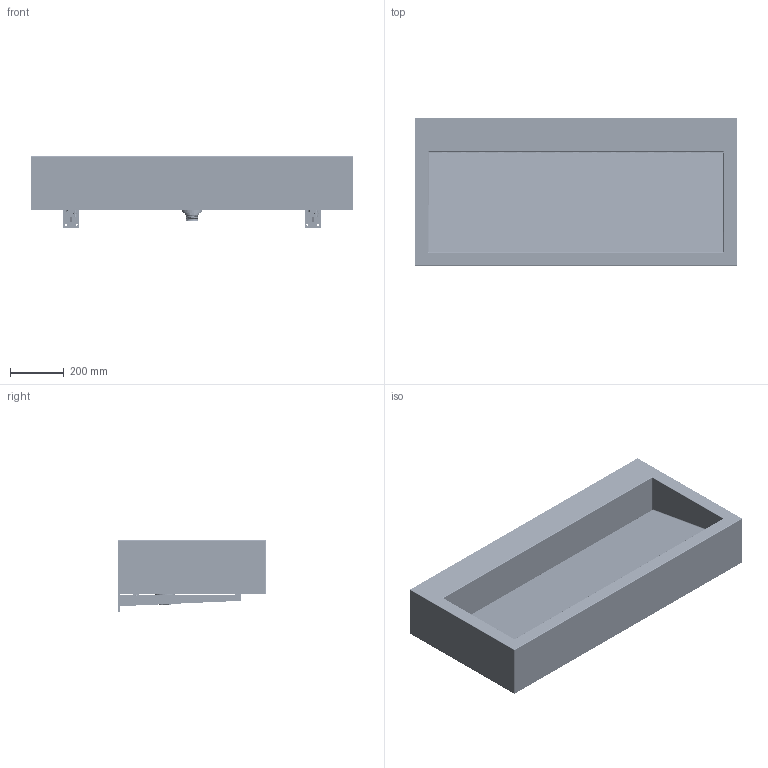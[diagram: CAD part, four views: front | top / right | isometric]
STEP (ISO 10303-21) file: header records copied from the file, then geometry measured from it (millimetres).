
FILE_DESCRIPTION(/* description */ (''),/* implementation_level */ '2;1');
FILE_NAME(/* name */ '3212',/* time_stamp */ '2023-12-17T11:15:00+08:00',/* author */ (''),/* organization */ (''),/* preprocessor_version */ 'ST-DEVELOPER v9',/* originating_system */ 'UGS - NX 4.0',/* authorisation */ '');
FILE_SCHEMA (('CONFIG_CONTROL_DESIGN'));
Products named in the file (1): Admi9404si5m
Bounding box: 1200 x 550 x 265 mm (x, y, z)
Volume: 26673769.6 mm3; surface area: 3875083.9 mm2
Topology: 30 solids, 30 shells, 760 faces, 1951 edges, 1278 vertices
Faces by surface type: plane 478, cylinder 184, bspline 60, torus 26, cone 10, sphere 2
Full cylindrical faces by diameter (mm): 6 x20, 7 x3, 8 x8, 9.5 x10, 38 x4, 38.485 x1, 39.485 x1, 40.485 x1, 41.485 x1, 44.485 x1, 46.986 x1, 47.215 x19, 50 x1, 51.278 x1, 65 x1, 67.636 x1, 69.636 x1, 77 x1
Entity records: 136867 total; most frequent: CARTESIAN_POINT 119383, ORIENTED_EDGE 3580, DIRECTION 3262, EDGE_CURVE 1790, VERTEX_POINT 1230, LINE 1202, VECTOR 1202, AXIS2_PLACEMENT_3D 1030
